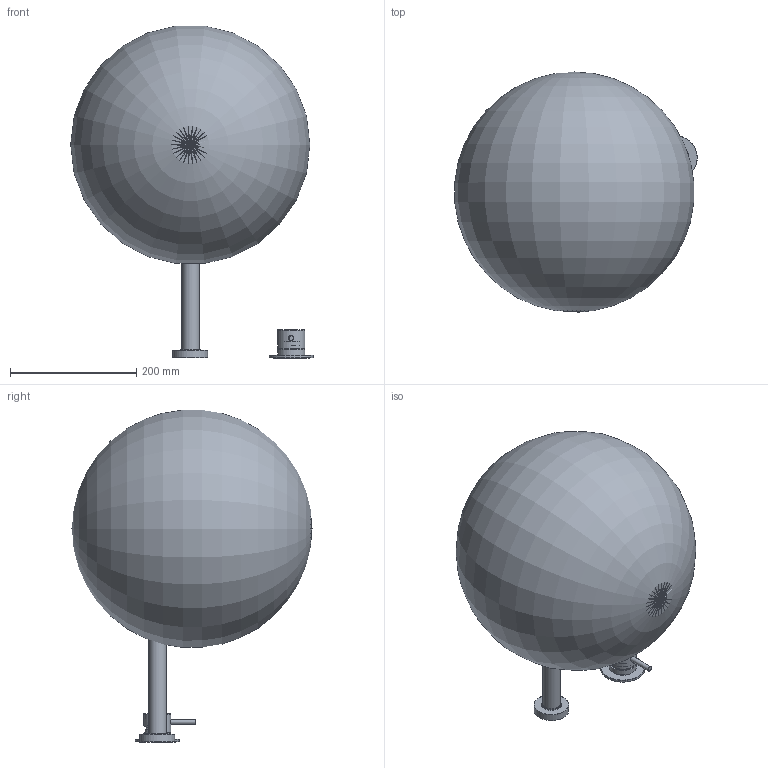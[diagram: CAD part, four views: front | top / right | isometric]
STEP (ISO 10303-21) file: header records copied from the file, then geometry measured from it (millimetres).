
FILE_DESCRIPTION(/* description */ ('Unknown'),/* implementation_level */ '2;1');
FILE_NAME(/* name */ 'FKM31',/* time_stamp */ '2022-11-10T15:49:31+01:00',/* author */ ('Unknown'),/* organization */ ('Unknown'),/* preprocessor_version */ 'ST-DEVELOPER v16.7',/* originating_system */ 'DEX',/* authorisation */ $);
FILE_SCHEMA (('AUTOMOTIVE_DESIGN {1 0 10303 214 3 1 1}'));
Length unit declared in the file: millimetre
Products named in the file (35): FKM31-00; FKM31-02_oa_0; FKM31-05; FKM31-06; FKM31-001_oa_1; FKM31-03_oa_2; FKM14-15; FKM13-002; doccetta; aeratore microevo; getto pioggia microevo; aeratore; Parte3; Parte2; Parte1; AR023-01_oa_3; AR023-02_oa_4; AR004-010_oa_5; AR004-010-1_oa_6; AR004-010-2_oa_7; AR004-010-3; AR004-010-4_oa_8; AR004-010-5_oa_9; AR004-010-6; AR004-010-7_oa_10; AR031-03; AR031-04; AR031-001; AR031-08; AR031-10; VG274; AR003-19; AR031-09; FKM31-007_oa_11; FKM31-006_oa_12
Assembly tree (34 placements, depth 3):
  FKM31-00
    FKM31-02_oa_0
    FKM31-05
    FKM31-06
    FKM31-001_oa_1
      FKM31-03_oa_2
      FKM14-15
    FKM13-002
      doccetta
      aeratore microevo
      getto pioggia microevo
      aeratore
      Parte3
      Parte2
      Parte1
    AR023-01_oa_3
    AR023-02_oa_4
    AR004-010_oa_5
      AR004-010-1_oa_6
      AR004-010-2_oa_7
      AR004-010-3
      AR004-010-4_oa_8
      AR004-010-5_oa_9
      AR004-010-6
      AR004-010-7_oa_10
    AR031-03
    AR031-04
    AR031-001
      AR031-08
      AR031-10
      VG274
      AR003-19
    AR031-09
    FKM31-007_oa_11
      FKM31-006_oa_12
Bounding box: 384.55 x 380.51 x 526.21 mm (x, y, z)
Volume: 28864656.9 mm3; surface area: 602351.8 mm2
Topology: 24 solids, 24 shells, 1318 faces, 3323 edges, 2065 vertices
Faces by surface type: plane 602, cylinder 316, torus 212, bspline 139, cone 41, sphere 8
Full cylindrical faces by diameter (mm): 0.913 x1, 0.916 x1, 1.3 x18, 3.242 x2, 4 x1, 4.2 x1, 4.8 x1, 5 x1, 5.1 x1, 6 x1, 7.9 x1, 8.2 x1, 8.917 x2, 10 x1, 11 x2, 12.4 x1, 12.5 x1, 14 x1, 14.8 x1, 15 x1, 16 x1, 18 x2, 19.5 x1, 20 x1, 20.955 x1, 21 x1, 21.3 x1, 21.5 x1, 24 x5, 24.5 x1
Entity records: 42582 total; most frequent: CARTESIAN_POINT 9044, DIRECTION 6524, ORIENTED_EDGE 6160, EDGE_CURVE 3080, AXIS2_PLACEMENT_3D 2472, VERTEX_POINT 1994, FACE_BOUND 1654, EDGE_LOOP 1649
